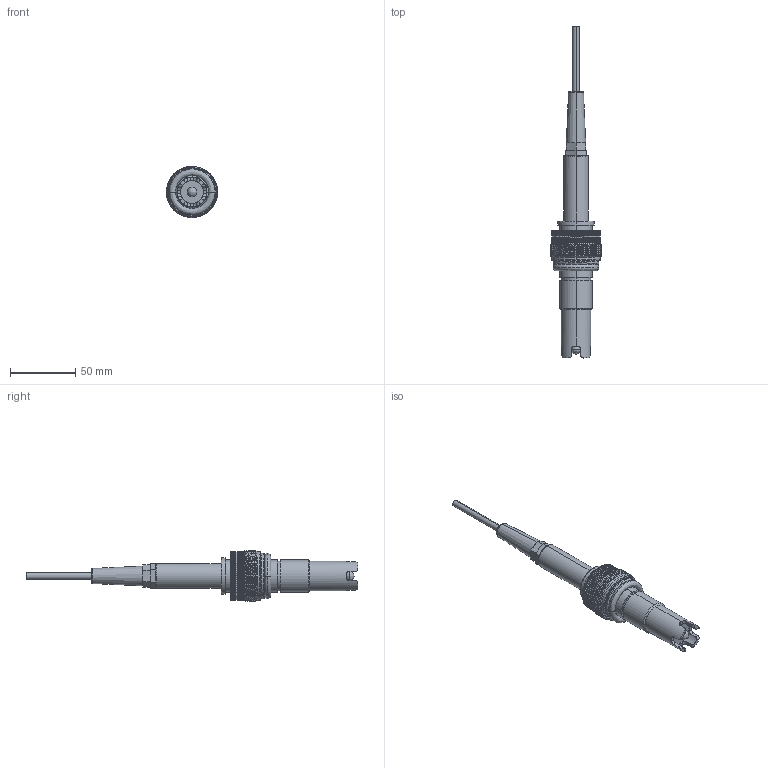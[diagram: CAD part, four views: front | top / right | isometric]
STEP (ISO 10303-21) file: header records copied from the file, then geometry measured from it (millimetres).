
FILE_DESCRIPTION (( 'STEP AP214' ), '1' );
FILE_NAME ('SRWQ100-PH104-8701_3D.STEP', '2022-03-11T16:56:03', ( '' ), ( '' ), 'SwSTEP 2.0', 'SolidWorks 2021', '' );
FILE_SCHEMA (( 'AUTOMOTIVE_DESIGN' ));
Length unit declared in the file: inch
Products named in the file (4): AB2; AB4; AB3; SRWQ100-PH104-8701_3D
Assembly tree (3 placements, depth 2):
  SRWQ100-PH104-8701_3D
    AB4
    AB2
    AB3
Bounding box: 39 x 253.5 x 39 mm (x, y, z)
Volume: 84614.1 mm3; surface area: 24445 mm2
Topology: 3 solids, 3 shells, 926 faces, 2453 edges, 1322 vertices
Faces by surface type: cylinder 395, bspline 387, plane 131, cone 13
Entity records: 38398 total; most frequent: CARTESIAN_POINT 19071, ORIENTED_EDGE 4466, DIRECTION 3533, EDGE_CURVE 2233, AXIS2_PLACEMENT_3D 1484, VERTEX_POINT 1322, CIRCLE 939, EDGE_LOOP 939
